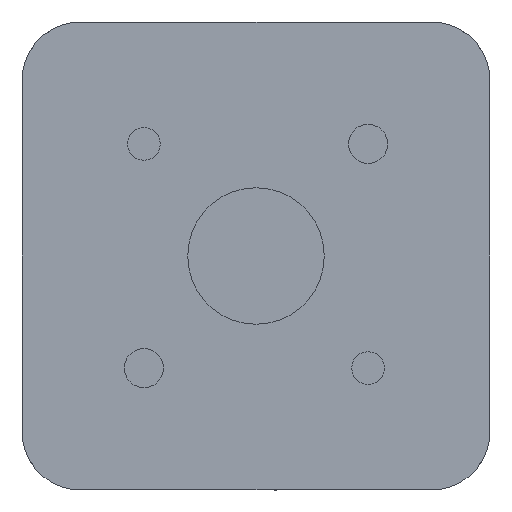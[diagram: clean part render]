
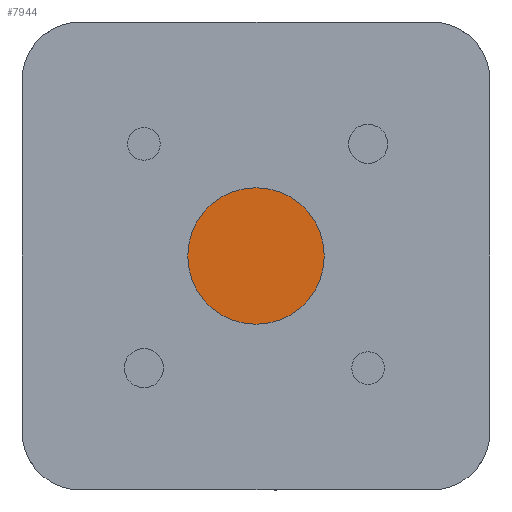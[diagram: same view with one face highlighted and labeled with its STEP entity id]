
A CAD part, left-side view. The second image highlights one B-rep face of the part: STEP entity #7944.
In plain terms, the highlighted face is planar.
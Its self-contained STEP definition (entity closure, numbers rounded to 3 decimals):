
#645 = ORIENTED_EDGE ( 'NONE', *, *, #11088, .F. ) ;
#646 = ORIENTED_EDGE ( 'NONE', *, *, #11090, .F. ) ;
#1373 = EDGE_LOOP ( 'NONE', ( #645, #646 ) ) ;
#1969 = CARTESIAN_POINT ( 'NONE',  ( 12., 0., 0. ) ) ;
#1970 = DIRECTION ( 'NONE',  ( -1., 0., 0. ) ) ;
#1971 = DIRECTION ( 'NONE',  ( 0., 0., 1. ) ) ;
#1975 = CARTESIAN_POINT ( 'NONE',  ( 12., 0., 0. ) ) ;
#1976 = DIRECTION ( 'NONE',  ( -1., 0., 0. ) ) ;
#1977 = DIRECTION ( 'NONE',  ( 0., 0., 1. ) ) ;
#3532 = AXIS2_PLACEMENT_3D ( 'NONE', #4313, #4324, #4325 ) ;
#3855 = AXIS2_PLACEMENT_3D ( 'NONE', #1969, #1970, #1971 ) ;
#3857 = AXIS2_PLACEMENT_3D ( 'NONE', #1975, #1976, #1977 ) ;
#4313 = CARTESIAN_POINT ( 'NONE',  ( 12., 6.5, 0. ) ) ;
#4317 = PLANE ( 'NONE',  #3532 ) ;
#4324 = DIRECTION ( 'NONE',  ( -1., 0., 0. ) ) ;
#4325 = DIRECTION ( 'NONE',  ( 0., 0., 1. ) ) ;
#5137 = CARTESIAN_POINT ( 'NONE',  ( 12., 0., -14. ) ) ;
#5138 = CARTESIAN_POINT ( 'NONE',  ( 12., 0., 14. ) ) ;
#6508 = CIRCLE ( 'NONE', #3855, 14. ) ;
#6511 = CIRCLE ( 'NONE', #3857, 14. ) ;
#7944 = ADVANCED_FACE ( 'NONE', ( #9047 ), #4317, .F. ) ;
#9047 = FACE_OUTER_BOUND ( 'NONE', #1373, .T. ) ;
#9587 = VERTEX_POINT ( 'NONE', #5137 ) ;
#9588 = VERTEX_POINT ( 'NONE', #5138 ) ;
#11088 = EDGE_CURVE ( 'NONE', #9588, #9587, #6508, .T. ) ;
#11090 = EDGE_CURVE ( 'NONE', #9587, #9588, #6511, .T. ) ;
